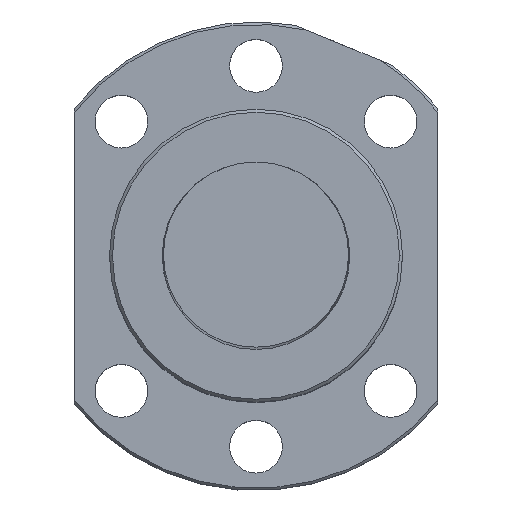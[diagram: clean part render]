
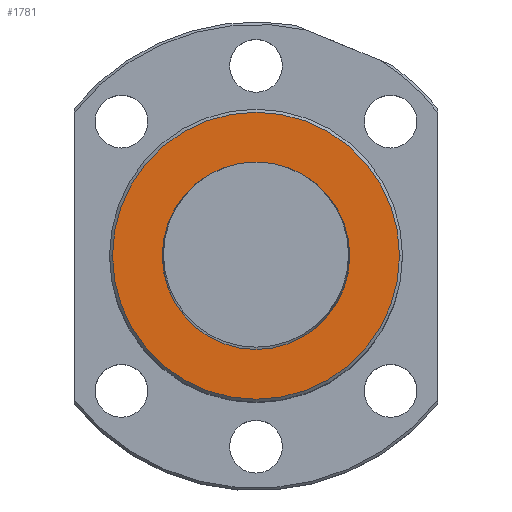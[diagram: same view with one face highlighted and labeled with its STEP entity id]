
A CAD part, top view. The second image highlights one B-rep face of the part: STEP entity #1781.
In plain terms, the highlighted face is planar.
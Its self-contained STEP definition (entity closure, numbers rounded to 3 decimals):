
#17 = CARTESIAN_POINT ( 'NONE',  ( -16., 0., -73. ) ) ;
#78 = ORIENTED_EDGE ( 'NONE', *, *, #1425, .F. ) ;
#97 = CARTESIAN_POINT ( 'NONE',  ( 0., 0., -73. ) ) ;
#124 = EDGE_LOOP ( 'NONE', ( #1284, #78 ) ) ;
#128 = DIRECTION ( 'NONE',  ( 0., 0., -1. ) ) ;
#161 = DIRECTION ( 'NONE',  ( 1., 0., 0. ) ) ;
#184 = CIRCLE ( 'NONE', #904, 24.5 ) ;
#190 = CIRCLE ( 'NONE', #670, 16. ) ;
#199 = CIRCLE ( 'NONE', #923, 24.5 ) ;
#229 = CIRCLE ( 'NONE', #983, 16. ) ;
#288 = DIRECTION ( 'NONE',  ( 0., 0., -1. ) ) ;
#355 = DIRECTION ( 'NONE',  ( 1., 0., 0. ) ) ;
#357 = DIRECTION ( 'NONE',  ( 0., 0., -1. ) ) ;
#511 = CARTESIAN_POINT ( 'NONE',  ( 24.5, 0., -73. ) ) ;
#643 = DIRECTION ( 'NONE',  ( 1., 0., 0. ) ) ;
#670 = AXIS2_PLACEMENT_3D ( 'NONE', #996, #288, #161 ) ;
#707 = VERTEX_POINT ( 'NONE', #1439 ) ;
#761 = VERTEX_POINT ( 'NONE', #511 ) ;
#763 = PLANE ( 'NONE',  #1666 ) ;
#861 = ORIENTED_EDGE ( 'NONE', *, *, #1405, .T. ) ;
#862 = EDGE_LOOP ( 'NONE', ( #936, #861 ) ) ;
#867 = CARTESIAN_POINT ( 'NONE',  ( 0., 0., -73. ) ) ;
#904 = AXIS2_PLACEMENT_3D ( 'NONE', #97, #1018, #643 ) ;
#923 = AXIS2_PLACEMENT_3D ( 'NONE', #867, #128, #1409 ) ;
#933 = CARTESIAN_POINT ( 'NONE',  ( -24.794, -24.794, -73. ) ) ;
#936 = ORIENTED_EDGE ( 'NONE', *, *, #1434, .T. ) ;
#983 = AXIS2_PLACEMENT_3D ( 'NONE', #1631, #357, #355 ) ;
#991 = VERTEX_POINT ( 'NONE', #17 ) ;
#996 = CARTESIAN_POINT ( 'NONE',  ( 0., 0., -73. ) ) ;
#1018 = DIRECTION ( 'NONE',  ( 0., 0., -1. ) ) ;
#1124 = DIRECTION ( 'NONE',  ( 0., 0., 1. ) ) ;
#1283 = EDGE_CURVE ( 'NONE', #1840, #991, #229, .T. ) ;
#1284 = ORIENTED_EDGE ( 'NONE', *, *, #1283, .F. ) ;
#1327 = DIRECTION ( 'NONE',  ( 1., 0., 0. ) ) ;
#1405 = EDGE_CURVE ( 'NONE', #707, #761, #184, .T. ) ;
#1409 = DIRECTION ( 'NONE',  ( 1., 0., 0. ) ) ;
#1425 = EDGE_CURVE ( 'NONE', #991, #1840, #190, .T. ) ;
#1434 = EDGE_CURVE ( 'NONE', #761, #707, #199, .T. ) ;
#1439 = CARTESIAN_POINT ( 'NONE',  ( -24.5, 0., -73. ) ) ;
#1474 = CARTESIAN_POINT ( 'NONE',  ( 16., 0., -73. ) ) ;
#1631 = CARTESIAN_POINT ( 'NONE',  ( 0., 0., -73. ) ) ;
#1666 = AXIS2_PLACEMENT_3D ( 'NONE', #933, #1124, #1327 ) ;
#1692 = FACE_BOUND ( 'NONE', #124, .T. ) ;
#1708 = FACE_OUTER_BOUND ( 'NONE', #862, .T. ) ;
#1781 = ADVANCED_FACE ( 'NONE', ( #1692, #1708 ), #763, .F. ) ;
#1840 = VERTEX_POINT ( 'NONE', #1474 ) ;
